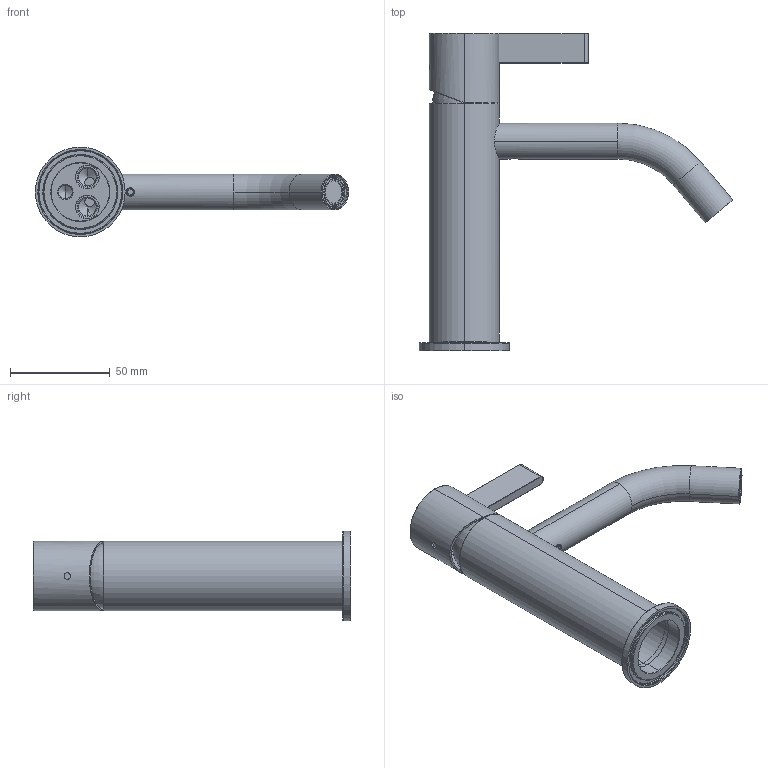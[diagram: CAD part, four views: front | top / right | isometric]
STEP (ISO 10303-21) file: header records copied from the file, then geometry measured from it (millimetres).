
FILE_DESCRIPTION (( 'STEP AP214' ), '1' );
FILE_NAME ('Z35.0001.STEP', '2023-01-09T13:53:45', ( '' ), ( '' ), 'SwSTEP 2.0', 'SolidWorks 2022', '' );
FILE_SCHEMA (( 'AUTOMOTIVE_DESIGN' ));
Length unit declared in the file: millimetre
Products named in the file (11): Z35.Ø35; 0059.003.00.STEP; C35.0001 3D.STEP; 0002.006.00.STEP; AEREADOR M16.5x1.STEP; 0059.004.00.STEP; 0002.005.00.STEP; Z35.0001; CARTUCHO__25.STEP; PERNO M4.STEP; 0059.005.00.STEP
Assembly tree (10 placements, depth 3):
  Z35.0001
    C35.0001 3D.STEP
      CARTUCHO__25.STEP
      AEREADOR M16.5x1.STEP
      0002.005.00.STEP
      0059.003.00.STEP
      0059.004.00.STEP
      0059.005.00.STEP
      0002.006.00.STEP
      PERNO M4.STEP
    Z35.Ø35
Bounding box: 156.96 x 159 x 45 mm (x, y, z)
Volume: 92820.4 mm3; surface area: 66212 mm2
Topology: 10 solids, 10 shells, 457 faces, 1056 edges, 636 vertices
Faces by surface type: cylinder 161, plane 136, cone 119, torus 31, bspline 8, sphere 2
Entity records: 17073 total; most frequent: CARTESIAN_POINT 5982, DIRECTION 2411, ORIENTED_EDGE 2080, EDGE_CURVE 1040, AXIS2_PLACEMENT_3D 972, VERTEX_POINT 636, EDGE_LOOP 514, CIRCLE 509
